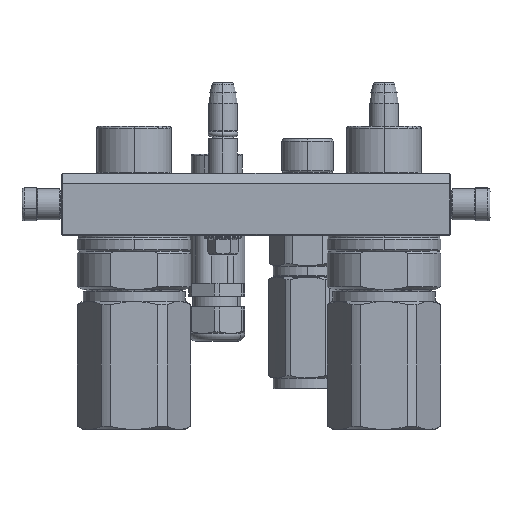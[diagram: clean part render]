
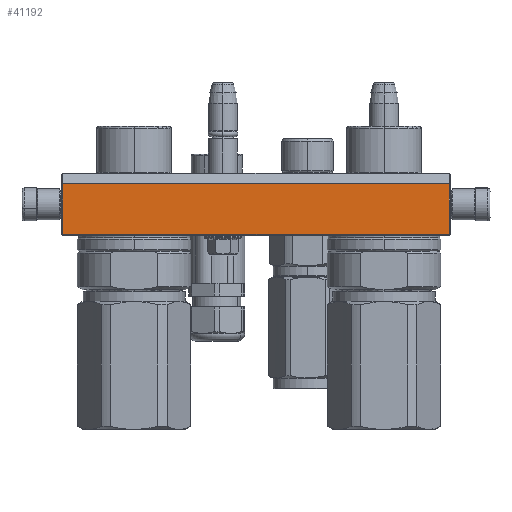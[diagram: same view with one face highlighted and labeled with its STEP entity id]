
A CAD part, left-side view. The second image highlights one B-rep face of the part: STEP entity #41192.
In plain terms, the highlighted face is planar.
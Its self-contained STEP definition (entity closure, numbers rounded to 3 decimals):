
#2466 = CARTESIAN_POINT ( 'NONE',  ( 93.5, 5., -45. ) ) ;
#4569 = CARTESIAN_POINT ( 'NONE',  ( 93.5, 5., -45. ) ) ;
#4647 = VERTEX_POINT ( 'NONE', #2466 ) ;
#6448 = CARTESIAN_POINT ( 'NONE',  ( 93.5, 29.5, -45. ) ) ;
#8167 = ORIENTED_EDGE ( 'NONE', *, *, #42992, .T. ) ;
#9131 = PLANE ( 'NONE',  #11029 ) ;
#10131 = VERTEX_POINT ( 'NONE', #56682 ) ;
#11029 = AXIS2_PLACEMENT_3D ( 'NONE', #14601, #66304, #45600 ) ;
#14601 = CARTESIAN_POINT ( 'NONE',  ( 94., 0., -45. ) ) ;
#16087 = EDGE_CURVE ( 'NONE', #4647, #27621, #61876, .T. ) ;
#20245 = EDGE_CURVE ( 'NONE', #27621, #26711, #55130, .T. ) ;
#20827 = EDGE_CURVE ( 'NONE', #10131, #26711, #46949, .T. ) ;
#21821 = LINE ( 'NONE', #4569, #47945 ) ;
#24069 = VECTOR ( 'NONE', #59638, 1000. ) ;
#24085 = CARTESIAN_POINT ( 'NONE',  ( -93.5, 5., -45. ) ) ;
#26293 = ORIENTED_EDGE ( 'NONE', *, *, #20827, .T. ) ;
#26711 = VERTEX_POINT ( 'NONE', #32920 ) ;
#27621 = VERTEX_POINT ( 'NONE', #58755 ) ;
#32920 = CARTESIAN_POINT ( 'NONE',  ( -93.5, 29.5, -45. ) ) ;
#34436 = EDGE_LOOP ( 'NONE', ( #26293, #50817, #64204, #8167 ) ) ;
#34723 = VECTOR ( 'NONE', #53101, 1000. ) ;
#39039 = DIRECTION ( 'NONE',  ( 0., 1., 0. ) ) ;
#41192 = ADVANCED_FACE ( 'NONE', ( #46684 ), #9131, .T. ) ;
#42992 = EDGE_CURVE ( 'NONE', #4647, #10131, #21821, .T. ) ;
#45600 = DIRECTION ( 'NONE',  ( -1., 0., 0. ) ) ;
#46033 = DIRECTION ( 'NONE',  ( -1., 0., 0. ) ) ;
#46684 = FACE_OUTER_BOUND ( 'NONE', #34436, .T. ) ;
#46949 = LINE ( 'NONE', #24085, #24069 ) ;
#47945 = VECTOR ( 'NONE', #46033, 1000. ) ;
#50817 = ORIENTED_EDGE ( 'NONE', *, *, #20245, .F. ) ;
#53101 = DIRECTION ( 'NONE',  ( -1., 0., 0. ) ) ;
#54910 = CARTESIAN_POINT ( 'NONE',  ( 93.5, 5., -45. ) ) ;
#55130 = LINE ( 'NONE', #6448, #34723 ) ;
#56682 = CARTESIAN_POINT ( 'NONE',  ( -93.5, 5., -45. ) ) ;
#58755 = CARTESIAN_POINT ( 'NONE',  ( 93.5, 29.5, -45. ) ) ;
#59638 = DIRECTION ( 'NONE',  ( 0., 1., 0. ) ) ;
#61876 = LINE ( 'NONE', #54910, #64411 ) ;
#64204 = ORIENTED_EDGE ( 'NONE', *, *, #16087, .F. ) ;
#64411 = VECTOR ( 'NONE', #39039, 1000. ) ;
#66304 = DIRECTION ( 'NONE',  ( 0., 0., -1. ) ) ;
